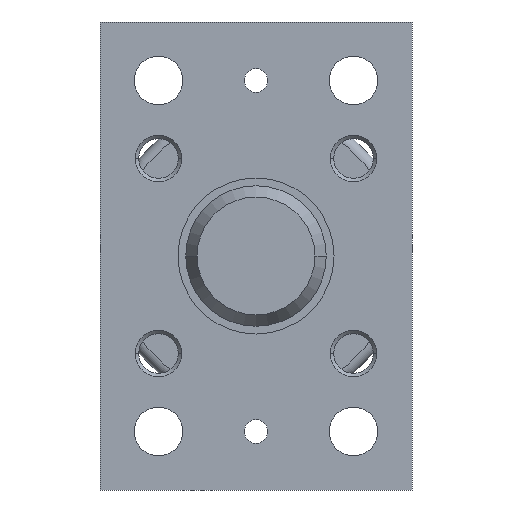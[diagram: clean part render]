
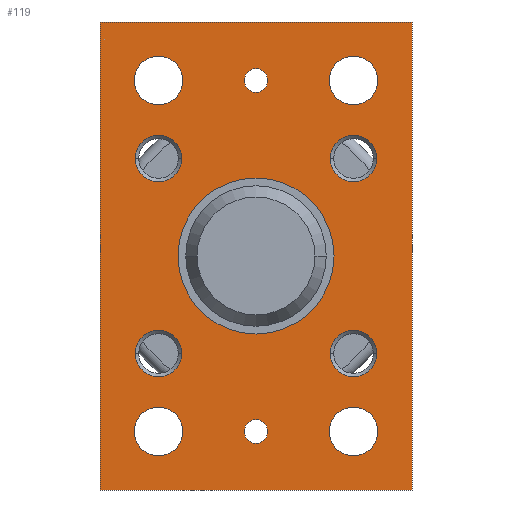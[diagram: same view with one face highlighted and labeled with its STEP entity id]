
A CAD part, left-side view. The second image highlights one B-rep face of the part: STEP entity #119.
In plain terms, the highlighted planar face has unit normal (-1, 0, 0).
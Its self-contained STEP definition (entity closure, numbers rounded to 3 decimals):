
#119=ADVANCED_FACE('',(#266,#267,#268,#269,#270,#271,#272,#273,#274,#275,#276,#277),#278,.F.);
#266=FACE_BOUND('',#477,.T.);
#267=FACE_BOUND('',#478,.T.);
#268=FACE_BOUND('',#479,.T.);
#269=FACE_BOUND('',#480,.T.);
#270=FACE_BOUND('',#481,.T.);
#271=FACE_BOUND('',#482,.T.);
#272=FACE_BOUND('',#483,.T.);
#273=FACE_BOUND('',#484,.T.);
#274=FACE_BOUND('',#485,.T.);
#275=FACE_BOUND('',#486,.T.);
#276=FACE_BOUND('',#487,.T.);
#277=FACE_OUTER_BOUND('',#488,.T.);
#278=PLANE('',#489);
#477=EDGE_LOOP('',(#1010,#1011));
#478=EDGE_LOOP('',(#1012,#1013));
#479=EDGE_LOOP('',(#1014,#1015));
#480=EDGE_LOOP('',(#1016,#1017));
#481=EDGE_LOOP('',(#1018,#1019));
#482=EDGE_LOOP('',(#1020,#1021));
#483=EDGE_LOOP('',(#1022,#1023));
#484=EDGE_LOOP('',(#1024,#1025));
#485=EDGE_LOOP('',(#1026,#1027));
#486=EDGE_LOOP('',(#1028,#1029));
#487=EDGE_LOOP('',(#1030,#1031));
#488=EDGE_LOOP('',(#1032,#1033,#1034,#1035));
#489=AXIS2_PLACEMENT_3D('',#1036,#1037,#1038);
#1010=ORIENTED_EDGE('',*,*,#1464,.T.);
#1011=ORIENTED_EDGE('',*,*,#1440,.T.);
#1012=ORIENTED_EDGE('',*,*,#1465,.T.);
#1013=ORIENTED_EDGE('',*,*,#1436,.T.);
#1014=ORIENTED_EDGE('',*,*,#1432,.T.);
#1015=ORIENTED_EDGE('',*,*,#1466,.T.);
#1016=ORIENTED_EDGE('',*,*,#1422,.T.);
#1017=ORIENTED_EDGE('',*,*,#1469,.T.);
#1018=ORIENTED_EDGE('',*,*,#1412,.T.);
#1019=ORIENTED_EDGE('',*,*,#1472,.T.);
#1020=ORIENTED_EDGE('',*,*,#1402,.T.);
#1021=ORIENTED_EDGE('',*,*,#1475,.T.);
#1022=ORIENTED_EDGE('',*,*,#1478,.T.);
#1023=ORIENTED_EDGE('',*,*,#1392,.T.);
#1024=ORIENTED_EDGE('',*,*,#1479,.T.);
#1025=ORIENTED_EDGE('',*,*,#1388,.T.);
#1026=ORIENTED_EDGE('',*,*,#1480,.T.);
#1027=ORIENTED_EDGE('',*,*,#1384,.T.);
#1028=ORIENTED_EDGE('',*,*,#1481,.T.);
#1029=ORIENTED_EDGE('',*,*,#1380,.T.);
#1030=ORIENTED_EDGE('',*,*,#1445,.T.);
#1031=ORIENTED_EDGE('',*,*,#1444,.T.);
#1032=ORIENTED_EDGE('',*,*,#1489,.T.);
#1033=ORIENTED_EDGE('',*,*,#1486,.F.);
#1034=ORIENTED_EDGE('',*,*,#1488,.F.);
#1035=ORIENTED_EDGE('',*,*,#1483,.F.);
#1036=CARTESIAN_POINT('',(0.0,0.0,0.0));
#1037=DIRECTION('',(1.0,0.0,0.0));
#1038=DIRECTION('',(0.0,0.0,-1.0));
#1380=EDGE_CURVE('',#1599,#1603,#1605,.T.);
#1384=EDGE_CURVE('',#1607,#1611,#1613,.T.);
#1388=EDGE_CURVE('',#1615,#1619,#1621,.T.);
#1392=EDGE_CURVE('',#1623,#1627,#1629,.T.);
#1402=EDGE_CURVE('',#1643,#1645,#1647,.T.);
#1412=EDGE_CURVE('',#1661,#1663,#1665,.T.);
#1422=EDGE_CURVE('',#1679,#1681,#1683,.T.);
#1432=EDGE_CURVE('',#1697,#1699,#1701,.T.);
#1436=EDGE_CURVE('',#1703,#1707,#1709,.T.);
#1440=EDGE_CURVE('',#1711,#1715,#1717,.T.);
#1444=EDGE_CURVE('',#1719,#1723,#1725,.T.);
#1445=EDGE_CURVE('',#1723,#1719,#1726,.T.);
#1464=EDGE_CURVE('',#1715,#1711,#1752,.T.);
#1465=EDGE_CURVE('',#1707,#1703,#1753,.T.);
#1466=EDGE_CURVE('',#1699,#1697,#1754,.T.);
#1469=EDGE_CURVE('',#1681,#1679,#1757,.T.);
#1472=EDGE_CURVE('',#1663,#1661,#1760,.T.);
#1475=EDGE_CURVE('',#1645,#1643,#1763,.T.);
#1478=EDGE_CURVE('',#1627,#1623,#1766,.T.);
#1479=EDGE_CURVE('',#1619,#1615,#1767,.T.);
#1480=EDGE_CURVE('',#1611,#1607,#1768,.T.);
#1481=EDGE_CURVE('',#1603,#1599,#1769,.T.);
#1483=EDGE_CURVE('',#1770,#1772,#1773,.T.);
#1486=EDGE_CURVE('',#1775,#1777,#1778,.T.);
#1488=EDGE_CURVE('',#1772,#1775,#1780,.T.);
#1489=EDGE_CURVE('',#1770,#1777,#1781,.T.);
#1599=VERTEX_POINT('',#1967);
#1603=VERTEX_POINT('',#1972);
#1605=CIRCLE('',#1975,6.25);
#1607=VERTEX_POINT('',#1977);
#1611=VERTEX_POINT('',#1982);
#1613=CIRCLE('',#1985,6.25);
#1615=VERTEX_POINT('',#1987);
#1619=VERTEX_POINT('',#1992);
#1621=CIRCLE('',#1995,6.25);
#1623=VERTEX_POINT('',#1997);
#1627=VERTEX_POINT('',#2002);
#1629=CIRCLE('',#2005,6.25);
#1643=VERTEX_POINT('',#2023);
#1645=VERTEX_POINT('',#2026);
#1647=CIRCLE('',#2029,6.0);
#1661=VERTEX_POINT('',#2047);
#1663=VERTEX_POINT('',#2050);
#1665=CIRCLE('',#2053,6.0);
#1679=VERTEX_POINT('',#2071);
#1681=VERTEX_POINT('',#2074);
#1683=CIRCLE('',#2077,6.0);
#1697=VERTEX_POINT('',#2095);
#1699=VERTEX_POINT('',#2098);
#1701=CIRCLE('',#2101,6.0);
#1703=VERTEX_POINT('',#2103);
#1707=VERTEX_POINT('',#2108);
#1709=CIRCLE('',#2111,3.0);
#1711=VERTEX_POINT('',#2113);
#1715=VERTEX_POINT('',#2118);
#1717=CIRCLE('',#2121,3.0);
#1719=VERTEX_POINT('',#2123);
#1723=VERTEX_POINT('',#2128);
#1725=CIRCLE('',#2131,20.0);
#1726=CIRCLE('',#2132,20.0);
#1752=CIRCLE('',#2162,3.0);
#1753=CIRCLE('',#2163,3.0);
#1754=CIRCLE('',#2164,6.0);
#1757=CIRCLE('',#2167,6.0);
#1760=CIRCLE('',#2170,6.0);
#1763=CIRCLE('',#2173,6.0);
#1766=CIRCLE('',#2176,6.25);
#1767=CIRCLE('',#2177,6.25);
#1768=CIRCLE('',#2178,6.25);
#1769=CIRCLE('',#2179,6.25);
#1770=VERTEX_POINT('',#2180);
#1772=VERTEX_POINT('',#2183);
#1773=LINE('',#2184,#2185);
#1775=VERTEX_POINT('',#2188);
#1777=VERTEX_POINT('',#2191);
#1778=LINE('',#2192,#2193);
#1780=LINE('',#2196,#2197);
#1781=LINE('',#2198,#2199);
#1967=CARTESIAN_POINT('',(0.0,-25.0,-51.25));
#1972=CARTESIAN_POINT('',(0.0,-25.0,-38.75));
#1975=AXIS2_PLACEMENT_3D('',#2433,#2434,#2435);
#1977=CARTESIAN_POINT('',(0.0,-25.0,38.75));
#1982=CARTESIAN_POINT('',(0.0,-25.0,51.25));
#1985=AXIS2_PLACEMENT_3D('',#2441,#2442,#2443);
#1987=CARTESIAN_POINT('',(0.0,25.0,-51.25));
#1992=CARTESIAN_POINT('',(0.0,25.0,-38.75));
#1995=AXIS2_PLACEMENT_3D('',#2449,#2450,#2451);
#1997=CARTESIAN_POINT('',(0.0,25.0,38.75));
#2002=CARTESIAN_POINT('',(0.0,25.0,51.25));
#2005=AXIS2_PLACEMENT_3D('',#2457,#2458,#2459);
#2023=CARTESIAN_POINT('',(0.0,-19.0,-25.0));
#2026=CARTESIAN_POINT('',(0.0,-31.0,-25.0));
#2029=AXIS2_PLACEMENT_3D('',#2475,#2476,#2477);
#2047=CARTESIAN_POINT('',(0.0,-19.0,25.0));
#2050=CARTESIAN_POINT('',(0.0,-31.0,25.0));
#2053=AXIS2_PLACEMENT_3D('',#2493,#2494,#2495);
#2071=CARTESIAN_POINT('',(0.0,31.0,-25.0));
#2074=CARTESIAN_POINT('',(0.0,19.0,-25.0));
#2077=AXIS2_PLACEMENT_3D('',#2511,#2512,#2513);
#2095=CARTESIAN_POINT('',(0.0,31.0,25.0));
#2098=CARTESIAN_POINT('',(0.0,19.0,25.0));
#2101=AXIS2_PLACEMENT_3D('',#2529,#2530,#2531);
#2103=CARTESIAN_POINT('',(0.0,0.,-48.0));
#2108=CARTESIAN_POINT('',(0.0,0.,-42.0));
#2111=AXIS2_PLACEMENT_3D('',#2537,#2538,#2539);
#2113=CARTESIAN_POINT('',(0.0,0.,42.0));
#2118=CARTESIAN_POINT('',(0.0,0.,48.0));
#2121=AXIS2_PLACEMENT_3D('',#2545,#2546,#2547);
#2123=CARTESIAN_POINT('',(0.0,0.,-20.0));
#2128=CARTESIAN_POINT('',(0.0,0.,20.0));
#2131=AXIS2_PLACEMENT_3D('',#2553,#2554,#2555);
#2132=AXIS2_PLACEMENT_3D('',#2556,#2557,#2558);
#2162=AXIS2_PLACEMENT_3D('',#2605,#2606,#2607);
#2163=AXIS2_PLACEMENT_3D('',#2608,#2609,#2610);
#2164=AXIS2_PLACEMENT_3D('',#2611,#2612,#2613);
#2167=AXIS2_PLACEMENT_3D('',#2620,#2621,#2622);
#2170=AXIS2_PLACEMENT_3D('',#2629,#2630,#2631);
#2173=AXIS2_PLACEMENT_3D('',#2638,#2639,#2640);
#2176=AXIS2_PLACEMENT_3D('',#2647,#2648,#2649);
#2177=AXIS2_PLACEMENT_3D('',#2650,#2651,#2652);
#2178=AXIS2_PLACEMENT_3D('',#2653,#2654,#2655);
#2179=AXIS2_PLACEMENT_3D('',#2656,#2657,#2658);
#2180=CARTESIAN_POINT('',(0.0,40.0,60.0));
#2183=CARTESIAN_POINT('',(0.0,-40.0,60.0));
#2184=CARTESIAN_POINT('',(0.0,0.0,60.0));
#2185=VECTOR('',#2660,1.0);
#2188=CARTESIAN_POINT('',(0.0,-40.0,-60.0));
#2191=CARTESIAN_POINT('',(0.0,40.0,-60.0));
#2192=CARTESIAN_POINT('',(0.0,0.0,-60.0));
#2193=VECTOR('',#2663,1.0);
#2196=CARTESIAN_POINT('',(0.0,-40.0,0.0));
#2197=VECTOR('',#2665,1.0);
#2198=CARTESIAN_POINT('',(0.0,40.0,0.0));
#2199=VECTOR('',#2666,1.0);
#2433=CARTESIAN_POINT('',(0.0,-25.0,-45.0));
#2434=DIRECTION('',(1.0,0.0,0.0));
#2435=DIRECTION('',(0.0,0.0,-1.0));
#2441=CARTESIAN_POINT('',(0.0,-25.0,45.0));
#2442=DIRECTION('',(1.0,0.0,0.0));
#2443=DIRECTION('',(0.0,0.0,-1.0));
#2449=CARTESIAN_POINT('',(0.0,25.0,-45.0));
#2450=DIRECTION('',(1.0,0.0,0.0));
#2451=DIRECTION('',(0.0,0.0,-1.0));
#2457=CARTESIAN_POINT('',(0.0,25.0,45.0));
#2458=DIRECTION('',(1.0,0.0,0.0));
#2459=DIRECTION('',(0.0,0.0,-1.0));
#2475=CARTESIAN_POINT('',(0.0,-25.0,-25.0));
#2476=DIRECTION('',(1.0,0.0,0.0));
#2477=DIRECTION('',(0.0,1.0,0.0));
#2493=CARTESIAN_POINT('',(0.0,-25.0,25.0));
#2494=DIRECTION('',(1.0,0.0,0.0));
#2495=DIRECTION('',(0.0,1.0,0.0));
#2511=CARTESIAN_POINT('',(0.0,25.0,-25.0));
#2512=DIRECTION('',(1.0,0.0,0.0));
#2513=DIRECTION('',(0.0,1.0,0.0));
#2529=CARTESIAN_POINT('',(0.0,25.0,25.0));
#2530=DIRECTION('',(1.0,0.0,0.0));
#2531=DIRECTION('',(0.0,1.0,0.0));
#2537=CARTESIAN_POINT('',(0.0,0.0,-45.0));
#2538=DIRECTION('',(1.0,0.0,0.0));
#2539=DIRECTION('',(0.0,0.0,-1.0));
#2545=CARTESIAN_POINT('',(0.0,0.0,45.0));
#2546=DIRECTION('',(1.0,0.0,0.0));
#2547=DIRECTION('',(0.0,0.0,-1.0));
#2553=CARTESIAN_POINT('',(0.0,0.0,0.0));
#2554=DIRECTION('',(1.0,0.0,0.0));
#2555=DIRECTION('',(0.0,0.0,-1.0));
#2556=CARTESIAN_POINT('',(0.0,0.0,0.0));
#2557=DIRECTION('',(1.0,0.0,0.0));
#2558=DIRECTION('',(0.0,0.0,-1.0));
#2605=CARTESIAN_POINT('',(0.0,0.0,45.0));
#2606=DIRECTION('',(1.0,0.0,0.0));
#2607=DIRECTION('',(0.0,0.0,-1.0));
#2608=CARTESIAN_POINT('',(0.0,0.0,-45.0));
#2609=DIRECTION('',(1.0,0.0,0.0));
#2610=DIRECTION('',(0.0,0.0,-1.0));
#2611=CARTESIAN_POINT('',(0.0,25.0,25.0));
#2612=DIRECTION('',(1.0,0.0,0.0));
#2613=DIRECTION('',(0.0,1.0,0.0));
#2620=CARTESIAN_POINT('',(0.0,25.0,-25.0));
#2621=DIRECTION('',(1.0,0.0,0.0));
#2622=DIRECTION('',(0.0,1.0,0.0));
#2629=CARTESIAN_POINT('',(0.0,-25.0,25.0));
#2630=DIRECTION('',(1.0,0.0,0.0));
#2631=DIRECTION('',(0.0,1.0,0.0));
#2638=CARTESIAN_POINT('',(0.0,-25.0,-25.0));
#2639=DIRECTION('',(1.0,0.0,0.0));
#2640=DIRECTION('',(0.0,1.0,0.0));
#2647=CARTESIAN_POINT('',(0.0,25.0,45.0));
#2648=DIRECTION('',(1.0,0.0,0.0));
#2649=DIRECTION('',(0.0,0.0,-1.0));
#2650=CARTESIAN_POINT('',(0.0,25.0,-45.0));
#2651=DIRECTION('',(1.0,0.0,0.0));
#2652=DIRECTION('',(0.0,0.0,-1.0));
#2653=CARTESIAN_POINT('',(0.0,-25.0,45.0));
#2654=DIRECTION('',(1.0,0.0,0.0));
#2655=DIRECTION('',(0.0,0.0,-1.0));
#2656=CARTESIAN_POINT('',(0.0,-25.0,-45.0));
#2657=DIRECTION('',(1.0,0.0,0.0));
#2658=DIRECTION('',(0.0,0.0,-1.0));
#2660=DIRECTION('',(0.0,-1.0,0.0));
#2663=DIRECTION('',(0.0,1.0,0.0));
#2665=DIRECTION('',(0.0,0.0,-1.0));
#2666=DIRECTION('',(0.0,0.0,-1.0));
